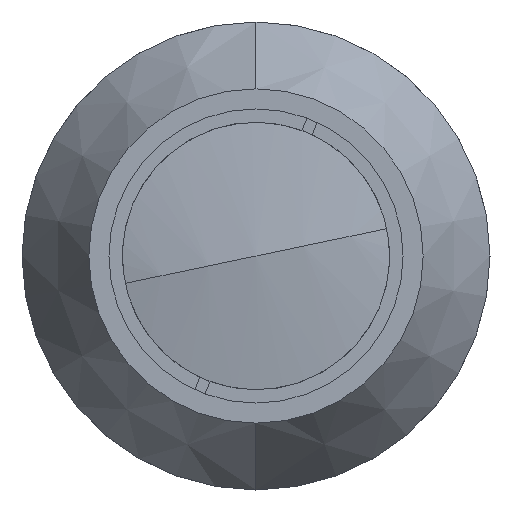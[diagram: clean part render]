
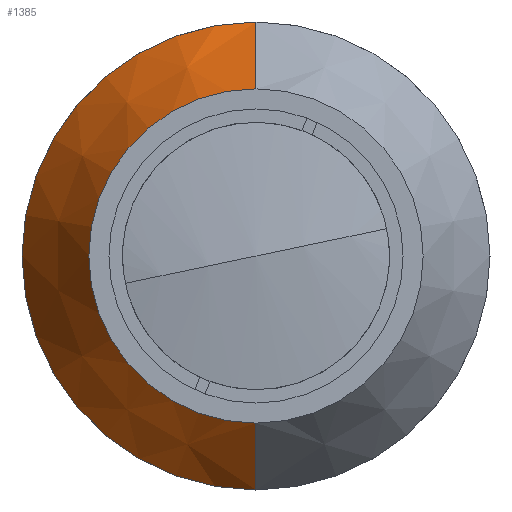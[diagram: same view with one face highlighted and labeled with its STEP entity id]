
A CAD part, left-side view. The second image highlights one B-rep face of the part: STEP entity #1385.
In plain terms, the highlighted conical face has half-angle 30 degrees and reference radius 21 mm.
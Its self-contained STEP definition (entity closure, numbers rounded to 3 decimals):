
#355 = DIRECTION ( 'NONE',  ( 1., 0., 0. ) ) ;
#356 = CONICAL_SURFACE ( 'NONE', #848, 21., 0.524 ) ;
#408 = FACE_OUTER_BOUND ( 'NONE', #3835, .T. ) ;
#443 = CARTESIAN_POINT ( 'NONE',  ( 25.392, 0., 21. ) ) ;
#453 = DIRECTION ( 'NONE',  ( -1., 0., 0. ) ) ;
#470 = ORIENTED_EDGE ( 'NONE', *, *, #3092, .T. ) ;
#477 = DIRECTION ( 'NONE',  ( 0., 0., 1. ) ) ;
#612 = CARTESIAN_POINT ( 'NONE',  ( 15., 0., -15. ) ) ;
#627 = AXIS2_PLACEMENT_3D ( 'NONE', #4382, #2453, #1647 ) ;
#721 = EDGE_CURVE ( 'NONE', #1642, #3719, #3984, .T. ) ;
#848 = AXIS2_PLACEMENT_3D ( 'NONE', #1483, #355, #1899 ) ;
#886 = VECTOR ( 'NONE', #992, 1000. ) ;
#912 = EDGE_CURVE ( 'NONE', #1642, #2020, #1394, .T. ) ;
#992 = DIRECTION ( 'NONE',  ( 0.866, 0., 0.5 ) ) ;
#1050 = ORIENTED_EDGE ( 'NONE', *, *, #721, .F. ) ;
#1184 = CARTESIAN_POINT ( 'NONE',  ( 25.392, 0., -21. ) ) ;
#1194 = AXIS2_PLACEMENT_3D ( 'NONE', #3547, #453, #477 ) ;
#1325 = EDGE_CURVE ( 'NONE', #3719, #2531, #3019, .T. ) ;
#1385 = ADVANCED_FACE ( 'NONE', ( #408 ), #356, .T. ) ;
#1394 = LINE ( 'NONE', #2459, #886 ) ;
#1483 = CARTESIAN_POINT ( 'NONE',  ( 25.392, 0., 0. ) ) ;
#1553 = ORIENTED_EDGE ( 'NONE', *, *, #1325, .F. ) ;
#1601 = CIRCLE ( 'NONE', #627, 21. ) ;
#1642 = VERTEX_POINT ( 'NONE', #2858 ) ;
#1647 = DIRECTION ( 'NONE',  ( 0., 0., 1. ) ) ;
#1899 = DIRECTION ( 'NONE',  ( 0., 0., -1. ) ) ;
#2020 = VERTEX_POINT ( 'NONE', #443 ) ;
#2325 = DIRECTION ( 'NONE',  ( 0.866, 0., -0.5 ) ) ;
#2453 = DIRECTION ( 'NONE',  ( -1., 0., 0. ) ) ;
#2459 = CARTESIAN_POINT ( 'NONE',  ( 25.392, 0., 21. ) ) ;
#2531 = VERTEX_POINT ( 'NONE', #4304 ) ;
#2858 = CARTESIAN_POINT ( 'NONE',  ( 15., 0., 15. ) ) ;
#3019 = LINE ( 'NONE', #1184, #4025 ) ;
#3092 = EDGE_CURVE ( 'NONE', #2020, #2531, #1601, .T. ) ;
#3298 = ORIENTED_EDGE ( 'NONE', *, *, #912, .T. ) ;
#3547 = CARTESIAN_POINT ( 'NONE',  ( 15., 0., 0. ) ) ;
#3719 = VERTEX_POINT ( 'NONE', #612 ) ;
#3835 = EDGE_LOOP ( 'NONE', ( #1050, #3298, #470, #1553 ) ) ;
#3984 = CIRCLE ( 'NONE', #1194, 15. ) ;
#4025 = VECTOR ( 'NONE', #2325, 1000. ) ;
#4304 = CARTESIAN_POINT ( 'NONE',  ( 25.392, 0., -21. ) ) ;
#4382 = CARTESIAN_POINT ( 'NONE',  ( 25.392, 0., 0. ) ) ;
